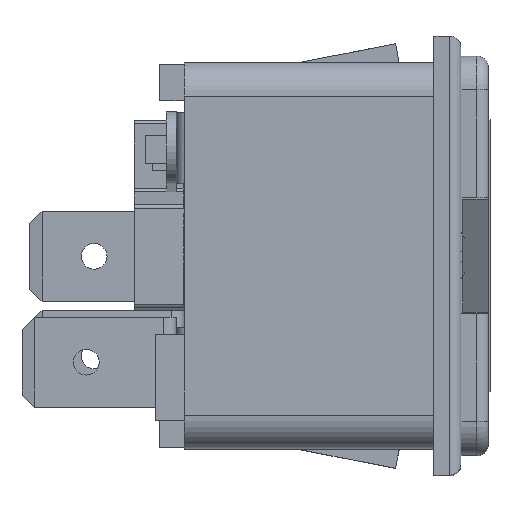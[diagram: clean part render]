
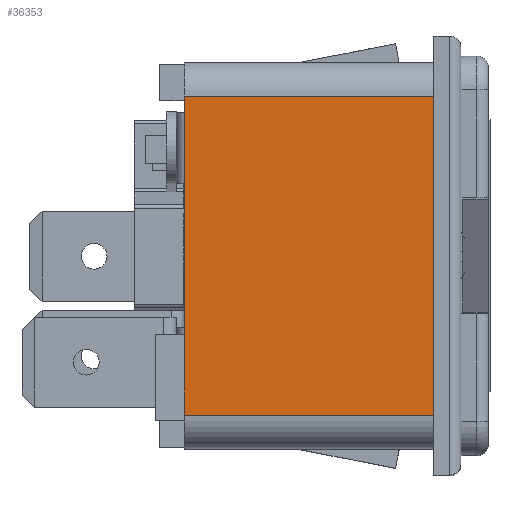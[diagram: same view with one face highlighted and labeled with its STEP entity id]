
A CAD part, top view. The second image highlights one B-rep face of the part: STEP entity #36353.
In plain terms, the highlighted planar face has unit normal (0, 0, 1).
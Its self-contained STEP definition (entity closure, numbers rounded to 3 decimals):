
#104 = EDGE_CURVE ( 'NONE', #41492, #38954, #24927, .T. ) ;
#522 = ORIENTED_EDGE ( 'NONE', *, *, #38819, .T. ) ;
#734 = LINE ( 'NONE', #37394, #43190 ) ;
#1900 = DIRECTION ( 'NONE',  ( 0., 0., 1. ) ) ;
#1905 = EDGE_LOOP ( 'NONE', ( #46020, #11151, #14449, #522 ) ) ;
#3457 = DIRECTION ( 'NONE',  ( 0., 1., 0. ) ) ;
#3608 = LINE ( 'NONE', #43650, #46633 ) ;
#5071 = CARTESIAN_POINT ( 'NONE',  ( -17.475, -11.163, 15.43 ) ) ;
#9133 = FACE_OUTER_BOUND ( 'NONE', #1905, .T. ) ;
#11151 = ORIENTED_EDGE ( 'NONE', *, *, #104, .F. ) ;
#14449 = ORIENTED_EDGE ( 'NONE', *, *, #41564, .F. ) ;
#15518 = CARTESIAN_POINT ( 'NONE',  ( 0., -11.163, 15.43 ) ) ;
#15699 = LINE ( 'NONE', #30410, #31414 ) ;
#23594 = CARTESIAN_POINT ( 'NONE',  ( 0., 11.163, 15.43 ) ) ;
#24691 = CARTESIAN_POINT ( 'NONE',  ( -17.475, -11.163, 15.43 ) ) ;
#24927 = LINE ( 'NONE', #24691, #39291 ) ;
#28460 = DIRECTION ( 'NONE',  ( 0., 1., 0. ) ) ;
#30410 = CARTESIAN_POINT ( 'NONE',  ( 0., -11.163, 15.43 ) ) ;
#30835 = PLANE ( 'NONE',  #40411 ) ;
#31320 = DIRECTION ( 'NONE',  ( 1., 0., 0. ) ) ;
#31414 = VECTOR ( 'NONE', #34039, 1000. ) ;
#34039 = DIRECTION ( 'NONE',  ( -1., 0., 0. ) ) ;
#36353 = ADVANCED_FACE ( 'NONE', ( #9133 ), #30835, .T. ) ;
#37394 = CARTESIAN_POINT ( 'NONE',  ( 0., 11.163, 15.43 ) ) ;
#38070 = CARTESIAN_POINT ( 'NONE',  ( 0., -11.163, 15.43 ) ) ;
#38819 = EDGE_CURVE ( 'NONE', #39817, #41970, #3608, .T. ) ;
#38954 = VERTEX_POINT ( 'NONE', #47032 ) ;
#39291 = VECTOR ( 'NONE', #3457, 1000. ) ;
#39817 = VERTEX_POINT ( 'NONE', #15518 ) ;
#40411 = AXIS2_PLACEMENT_3D ( 'NONE', #38070, #1900, #31320 ) ;
#41492 = VERTEX_POINT ( 'NONE', #5071 ) ;
#41564 = EDGE_CURVE ( 'NONE', #39817, #41492, #15699, .T. ) ;
#41970 = VERTEX_POINT ( 'NONE', #23594 ) ;
#43190 = VECTOR ( 'NONE', #44627, 1000. ) ;
#43650 = CARTESIAN_POINT ( 'NONE',  ( 0., -11.163, 15.43 ) ) ;
#44627 = DIRECTION ( 'NONE',  ( -1., 0., 0. ) ) ;
#46020 = ORIENTED_EDGE ( 'NONE', *, *, #46207, .T. ) ;
#46207 = EDGE_CURVE ( 'NONE', #41970, #38954, #734, .T. ) ;
#46633 = VECTOR ( 'NONE', #28460, 1000. ) ;
#47032 = CARTESIAN_POINT ( 'NONE',  ( -17.475, 11.163, 15.43 ) ) ;
